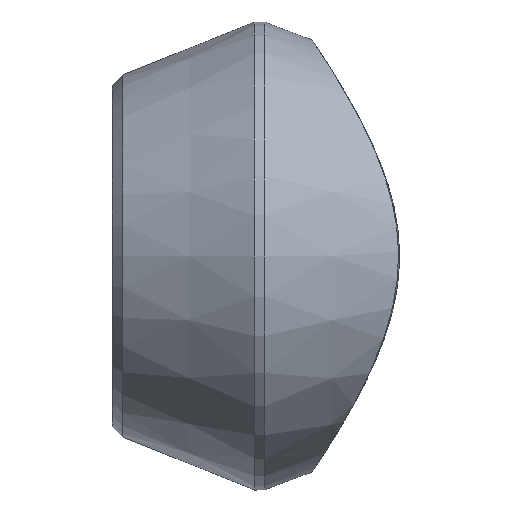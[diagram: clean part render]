
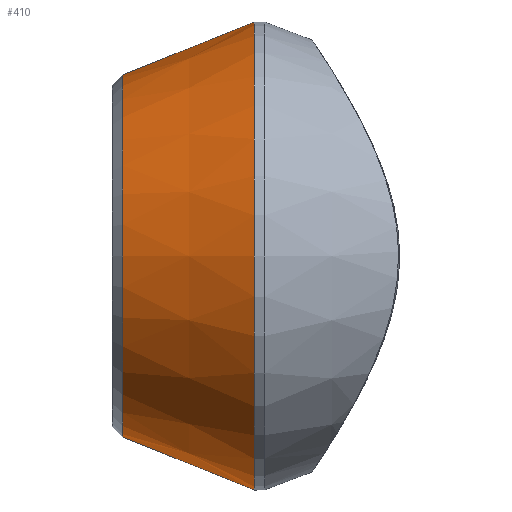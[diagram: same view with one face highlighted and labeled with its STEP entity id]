
A CAD part, left-side view. The second image highlights one B-rep face of the part: STEP entity #410.
In plain terms, the highlighted conical face has half-angle 21.949 degrees and reference radius 34.074 mm.
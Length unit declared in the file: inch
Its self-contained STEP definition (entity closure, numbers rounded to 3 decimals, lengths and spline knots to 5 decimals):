
#83 = ORIENTED_EDGE ( 'NONE', *, *, #1281, .T. ) ;
#227 = VERTEX_POINT ( 'NONE', #542 ) ;
#231 = VECTOR ( 'NONE', #1951, 39.37008 ) ;
#324 = CIRCLE ( 'NONE', #1184, 1.73438 ) ;
#336 = LINE ( 'NONE', #1935, #231 ) ;
#337 = CARTESIAN_POINT ( 'NONE',  ( 0., 2.09812, 0. ) ) ;
#358 = CARTESIAN_POINT ( 'NONE',  ( 0., 3.073, 0. ) ) ;
#410 = ADVANCED_FACE ( 'NONE', ( #2173 ), #1926, .T. ) ;
#451 = CARTESIAN_POINT ( 'NONE',  ( 0., 3.073, 1.3415 ) ) ;
#542 = CARTESIAN_POINT ( 'NONE',  ( 0., 3.073, 1.3415 ) ) ;
#553 = EDGE_CURVE ( 'NONE', #1773, #1784, #324, .T. ) ;
#618 = CARTESIAN_POINT ( 'NONE',  ( 0., 3.073, 0. ) ) ;
#663 = CARTESIAN_POINT ( 'NONE',  ( 0., 2.09812, -1.73438 ) ) ;
#761 = EDGE_CURVE ( 'NONE', #227, #1773, #1814, .T. ) ;
#849 = AXIS2_PLACEMENT_3D ( 'NONE', #358, #1409, #1043 ) ;
#868 = DIRECTION ( 'NONE',  ( 0., -1., 0. ) ) ;
#1043 = DIRECTION ( 'NONE',  ( 0., 0., -1. ) ) ;
#1145 = CARTESIAN_POINT ( 'NONE',  ( 0., 3.073, -1.3415 ) ) ;
#1184 = AXIS2_PLACEMENT_3D ( 'NONE', #337, #868, #1608 ) ;
#1269 = ORIENTED_EDGE ( 'NONE', *, *, #553, .F. ) ;
#1270 = EDGE_CURVE ( 'NONE', #1649, #1784, #336, .T. ) ;
#1281 = EDGE_CURVE ( 'NONE', #227, #1649, #1349, .T. ) ;
#1300 = DIRECTION ( 'NONE',  ( 0., -1., 0. ) ) ;
#1304 = AXIS2_PLACEMENT_3D ( 'NONE', #618, #1300, #1834 ) ;
#1338 = VECTOR ( 'NONE', #1841, 39.37008 ) ;
#1349 = CIRCLE ( 'NONE', #849, 1.3415 ) ;
#1409 = DIRECTION ( 'NONE',  ( 0., -1., 0. ) ) ;
#1608 = DIRECTION ( 'NONE',  ( 0., 0., -1. ) ) ;
#1649 = VERTEX_POINT ( 'NONE', #1145 ) ;
#1773 = VERTEX_POINT ( 'NONE', #2221 ) ;
#1784 = VERTEX_POINT ( 'NONE', #663 ) ;
#1814 = LINE ( 'NONE', #451, #1338 ) ;
#1834 = DIRECTION ( 'NONE',  ( 0., 0., -1. ) ) ;
#1841 = DIRECTION ( 'NONE',  ( 0., -0.928, 0.374 ) ) ;
#1846 = ORIENTED_EDGE ( 'NONE', *, *, #761, .F. ) ;
#1926 = CONICAL_SURFACE ( 'NONE', #1304, 1.3415, 0.383 ) ;
#1935 = CARTESIAN_POINT ( 'NONE',  ( 0., 3.073, -1.3415 ) ) ;
#1951 = DIRECTION ( 'NONE',  ( 0., -0.928, -0.374 ) ) ;
#2024 = ORIENTED_EDGE ( 'NONE', *, *, #1270, .T. ) ;
#2129 = EDGE_LOOP ( 'NONE', ( #1846, #83, #2024, #1269 ) ) ;
#2173 = FACE_OUTER_BOUND ( 'NONE', #2129, .T. ) ;
#2221 = CARTESIAN_POINT ( 'NONE',  ( 0., 2.09812, 1.73438 ) ) ;
